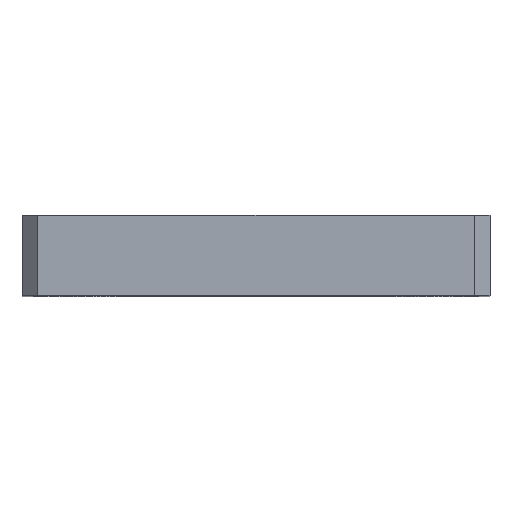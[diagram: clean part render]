
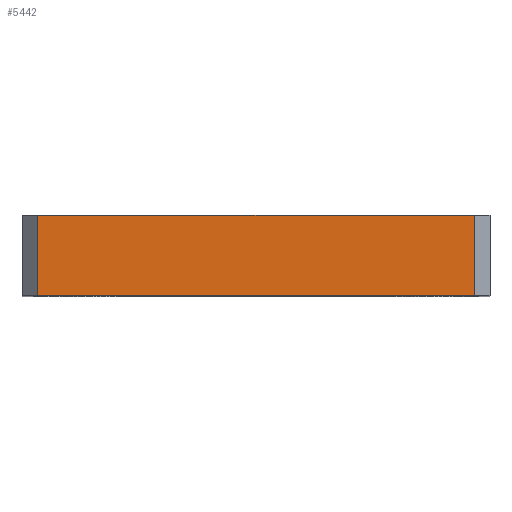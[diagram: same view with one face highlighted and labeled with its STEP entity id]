
A CAD part, top view. The second image highlights one B-rep face of the part: STEP entity #5442.
In plain terms, the highlighted planar face has unit normal (0, 0, 1).
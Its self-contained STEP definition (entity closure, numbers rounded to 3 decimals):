
#586 = VECTOR ( 'NONE', #1675, 1000. ) ;
#859 = CARTESIAN_POINT ( 'NONE',  ( 0., 0., 192.345 ) ) ;
#892 = VECTOR ( 'NONE', #1748, 1000. ) ;
#952 = CARTESIAN_POINT ( 'NONE',  ( 3.5, 0., 192.345 ) ) ;
#977 = ORIENTED_EDGE ( 'NONE', *, *, #994, .T. ) ;
#994 = EDGE_CURVE ( 'NONE', #4142, #4516, #5436, .T. ) ;
#1311 = EDGE_CURVE ( 'NONE', #7041, #1628, #7860, .T. ) ;
#1628 = VERTEX_POINT ( 'NONE', #952 ) ;
#1657 = DIRECTION ( 'NONE',  ( 0., -1., 0. ) ) ;
#1675 = DIRECTION ( 'NONE',  ( -1., 0., 0. ) ) ;
#1748 = DIRECTION ( 'NONE',  ( 0., -1., 0. ) ) ;
#2300 = EDGE_LOOP ( 'NONE', ( #4897, #5811, #977, #5032 ) ) ;
#2447 = CARTESIAN_POINT ( 'NONE',  ( 101.5, 0., 192.345 ) ) ;
#3173 = DIRECTION ( 'NONE',  ( 0., 0., 1. ) ) ;
#3178 = DIRECTION ( 'NONE',  ( -1., 0., 0. ) ) ;
#4142 = VERTEX_POINT ( 'NONE', #6536 ) ;
#4456 = AXIS2_PLACEMENT_3D ( 'NONE', #7375, #3173, #4624 ) ;
#4481 = VECTOR ( 'NONE', #3178, 1000. ) ;
#4516 = VERTEX_POINT ( 'NONE', #7754 ) ;
#4582 = EDGE_CURVE ( 'NONE', #4142, #7041, #5764, .T. ) ;
#4624 = DIRECTION ( 'NONE',  ( 1., 0., 0. ) ) ;
#4628 = CARTESIAN_POINT ( 'NONE',  ( 0., 18., 192.345 ) ) ;
#4639 = VECTOR ( 'NONE', #1657, 1000. ) ;
#4897 = ORIENTED_EDGE ( 'NONE', *, *, #1311, .F. ) ;
#5032 = ORIENTED_EDGE ( 'NONE', *, *, #8179, .T. ) ;
#5436 = LINE ( 'NONE', #4628, #4481 ) ;
#5442 = ADVANCED_FACE ( 'NONE', ( #5977 ), #6738, .T. ) ;
#5764 = LINE ( 'NONE', #6402, #4639 ) ;
#5811 = ORIENTED_EDGE ( 'NONE', *, *, #4582, .F. ) ;
#5977 = FACE_OUTER_BOUND ( 'NONE', #2300, .T. ) ;
#6402 = CARTESIAN_POINT ( 'NONE',  ( 101.5, 18., 192.345 ) ) ;
#6536 = CARTESIAN_POINT ( 'NONE',  ( 101.5, 18., 192.345 ) ) ;
#6672 = CARTESIAN_POINT ( 'NONE',  ( 3.5, 18., 192.345 ) ) ;
#6738 = PLANE ( 'NONE',  #4456 ) ;
#7041 = VERTEX_POINT ( 'NONE', #2447 ) ;
#7375 = CARTESIAN_POINT ( 'NONE',  ( 0., 18., 192.345 ) ) ;
#7754 = CARTESIAN_POINT ( 'NONE',  ( 3.5, 18., 192.345 ) ) ;
#7860 = LINE ( 'NONE', #859, #586 ) ;
#8179 = EDGE_CURVE ( 'NONE', #4516, #1628, #8703, .T. ) ;
#8703 = LINE ( 'NONE', #6672, #892 ) ;
